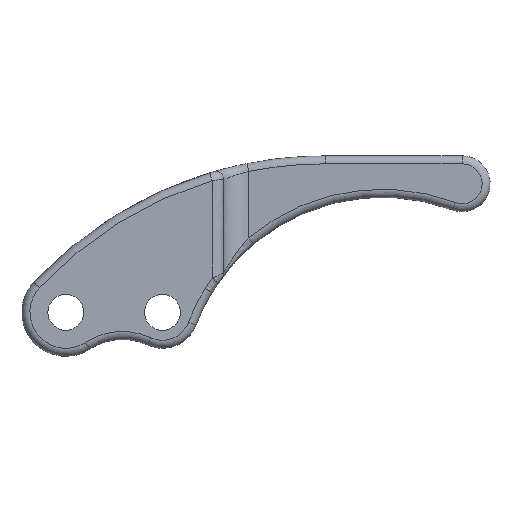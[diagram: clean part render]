
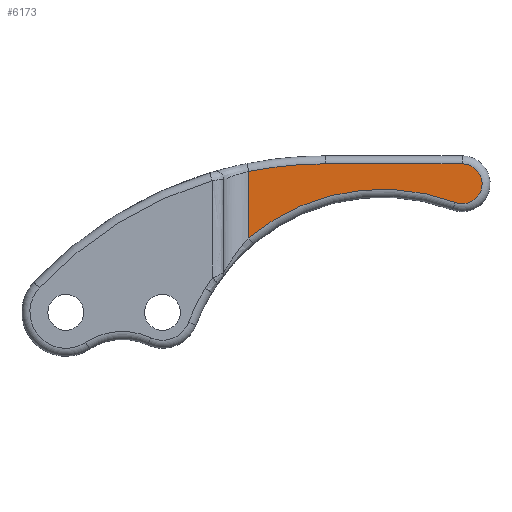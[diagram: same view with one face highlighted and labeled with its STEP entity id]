
A CAD part, left-side view. The second image highlights one B-rep face of the part: STEP entity #6173.
In plain terms, the highlighted planar face has unit normal (-1, 0, 0).
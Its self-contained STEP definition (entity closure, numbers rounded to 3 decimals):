
#747 = TOROIDAL_SURFACE('',#748,98.,2.);
#748 = AXIS2_PLACEMENT_3D('',#749,#750,#751);
#749 = CARTESIAN_POINT('',(-3.,34.3,-93.));
#750 = DIRECTION('',(-1.,0.,0.));
#751 = DIRECTION('',(0.,0.192,0.981));
#2935 = CYLINDRICAL_SURFACE('',#2936,2.);
#2936 = AXIS2_PLACEMENT_3D('',#2937,#2938,#2939);
#2937 = CARTESIAN_POINT('',(-3.,34.3,5.));
#2938 = DIRECTION('',(0.,-1.,0.));
#2939 = DIRECTION('',(0.,0.,1.));
#3083 = VERTEX_POINT('',#3084);
#3084 = CARTESIAN_POINT('',(-5.,53.5,3.101));
#3114 = VERTEX_POINT('',#3115);
#3115 = CARTESIAN_POINT('',(-5.,34.3,5.));
#3137 = EDGE_CURVE('',#3083,#3114,#3138,.T.);
#3138 = SURFACE_CURVE('',#3139,(#3144,#3151),.PCURVE_S1.);
#3139 = CIRCLE('',#3140,98.);
#3140 = AXIS2_PLACEMENT_3D('',#3141,#3142,#3143);
#3141 = CARTESIAN_POINT('',(-5.,34.3,-93.));
#3142 = DIRECTION('',(1.,0.,0.));
#3143 = DIRECTION('',(0.,0.192,0.981));
#3144 = PCURVE('',#747,#3145);
#3145 = DEFINITIONAL_REPRESENTATION('',(#3146),#3150);
#3146 = LINE('',#3147,#3148);
#3147 = CARTESIAN_POINT('',(0.,1.571));
#3148 = VECTOR('',#3149,1.);
#3149 = DIRECTION('',(-1.,0.));
#3150 = ( GEOMETRIC_REPRESENTATION_CONTEXT(2) 
PARAMETRIC_REPRESENTATION_CONTEXT() REPRESENTATION_CONTEXT('2D SPACE',''
  ) );
#3151 = PCURVE('',#3152,#3157);
#3152 = PLANE('',#3153);
#3153 = AXIS2_PLACEMENT_3D('',#3154,#3155,#3156);
#3154 = CARTESIAN_POINT('',(-5.,15.,-9.));
#3155 = DIRECTION('',(1.,0.,0.));
#3156 = DIRECTION('',(0.,1.,0.));
#3157 = DEFINITIONAL_REPRESENTATION('',(#3158),#3162);
#3158 = CIRCLE('',#3159,98.);
#3159 = AXIS2_PLACEMENT_2D('',#3160,#3161);
#3160 = CARTESIAN_POINT('',(19.3,-84.));
#3161 = DIRECTION('',(0.192,0.981));
#3162 = ( GEOMETRIC_REPRESENTATION_CONTEXT(2) 
PARAMETRIC_REPRESENTATION_CONTEXT() REPRESENTATION_CONTEXT('2D SPACE',''
  ) );
#3352 = CYLINDRICAL_SURFACE('',#3353,6.5);
#3353 = AXIS2_PLACEMENT_3D('',#3354,#3355,#3356);
#3354 = CARTESIAN_POINT('',(-11.5,53.5,3.641));
#3355 = DIRECTION('',(0.,0.,-1.));
#3356 = DIRECTION('',(1.,0.,0.));
#5911 = EDGE_CURVE('',#3114,#5912,#5914,.T.);
#5912 = VERTEX_POINT('',#5913);
#5913 = CARTESIAN_POINT('',(-5.,0.,5.));
#5914 = SURFACE_CURVE('',#5915,(#5919,#5926),.PCURVE_S1.);
#5915 = LINE('',#5916,#5917);
#5916 = CARTESIAN_POINT('',(-5.,34.3,5.));
#5917 = VECTOR('',#5918,1.);
#5918 = DIRECTION('',(0.,-1.,0.));
#5919 = PCURVE('',#2935,#5920);
#5920 = DEFINITIONAL_REPRESENTATION('',(#5921),#5925);
#5921 = LINE('',#5922,#5923);
#5922 = CARTESIAN_POINT('',(1.571,0.));
#5923 = VECTOR('',#5924,1.);
#5924 = DIRECTION('',(0.,1.));
#5925 = ( GEOMETRIC_REPRESENTATION_CONTEXT(2) 
PARAMETRIC_REPRESENTATION_CONTEXT() REPRESENTATION_CONTEXT('2D SPACE',''
  ) );
#5926 = PCURVE('',#3152,#5927);
#5927 = DEFINITIONAL_REPRESENTATION('',(#5928),#5932);
#5928 = LINE('',#5929,#5930);
#5929 = CARTESIAN_POINT('',(19.3,14.));
#5930 = VECTOR('',#5931,1.);
#5931 = DIRECTION('',(-1.,0.));
#5932 = ( GEOMETRIC_REPRESENTATION_CONTEXT(2) 
PARAMETRIC_REPRESENTATION_CONTEXT() REPRESENTATION_CONTEXT('2D SPACE',''
  ) );
#5949 = TOROIDAL_SURFACE('',#5950,5.,2.);
#5950 = AXIS2_PLACEMENT_3D('',#5951,#5952,#5953);
#5951 = CARTESIAN_POINT('',(-3.,0.,0.)
  );
#5952 = DIRECTION('',(-1.,0.,0.));
#5953 = DIRECTION('',(0.,0.,1.));
#6173 = ADVANCED_FACE('',(#6174),#3152,.F.);
#6174 = FACE_BOUND('',#6175,.T.);
#6175 = EDGE_LOOP('',(#6176,#6199,#6232,#6254,#6255));
#6176 = ORIENTED_EDGE('',*,*,#6177,.T.);
#6177 = EDGE_CURVE('',#3083,#6178,#6180,.T.);
#6178 = VERTEX_POINT('',#6179);
#6179 = CARTESIAN_POINT('',(-5.,53.5,-13.584));
#6180 = SURFACE_CURVE('',#6181,(#6185,#6192),.PCURVE_S1.);
#6181 = LINE('',#6182,#6183);
#6182 = CARTESIAN_POINT('',(-5.,53.5,3.641));
#6183 = VECTOR('',#6184,1.);
#6184 = DIRECTION('',(0.,0.,-1.));
#6185 = PCURVE('',#3152,#6186);
#6186 = DEFINITIONAL_REPRESENTATION('',(#6187),#6191);
#6187 = LINE('',#6188,#6189);
#6188 = CARTESIAN_POINT('',(38.5,12.641));
#6189 = VECTOR('',#6190,1.);
#6190 = DIRECTION('',(0.,-1.));
#6191 = ( GEOMETRIC_REPRESENTATION_CONTEXT(2) 
PARAMETRIC_REPRESENTATION_CONTEXT() REPRESENTATION_CONTEXT('2D SPACE',''
  ) );
#6192 = PCURVE('',#3352,#6193);
#6193 = DEFINITIONAL_REPRESENTATION('',(#6194),#6198);
#6194 = LINE('',#6195,#6196);
#6195 = CARTESIAN_POINT('',(0.,0.));
#6196 = VECTOR('',#6197,1.);
#6197 = DIRECTION('',(0.,1.));
#6198 = ( GEOMETRIC_REPRESENTATION_CONTEXT(2) 
PARAMETRIC_REPRESENTATION_CONTEXT() REPRESENTATION_CONTEXT('2D SPACE',''
  ) );
#6199 = ORIENTED_EDGE('',*,*,#6200,.F.);
#6200 = EDGE_CURVE('',#6201,#6178,#6203,.T.);
#6201 = VERTEX_POINT('',#6202);
#6202 = CARTESIAN_POINT('',(-5.,1.756,-4.682));
#6203 = SURFACE_CURVE('',#6204,(#6209,#6220),.PCURVE_S1.);
#6204 = CIRCLE('',#6205,52.);
#6205 = AXIS2_PLACEMENT_3D('',#6206,#6207,#6208);
#6206 = CARTESIAN_POINT('',(-5.,20.017,-53.37));
#6207 = DIRECTION('',(-1.,0.,0.));
#6208 = DIRECTION('',(0.,-0.351,
    0.936));
#6209 = PCURVE('',#3152,#6210);
#6210 = DEFINITIONAL_REPRESENTATION('',(#6211),#6219);
#6211 = ( BOUNDED_CURVE() B_SPLINE_CURVE(2,(#6212,#6213,#6214,#6215,
#6216,#6217,#6218),.UNSPECIFIED.,.T.,.F.) B_SPLINE_CURVE_WITH_KNOTS((1,2
    ,2,2,2,1),(-2.094,0.,2.094,4.189,
6.283,8.378),.UNSPECIFIED.) CURVE() 
GEOMETRIC_REPRESENTATION_ITEM() RATIONAL_B_SPLINE_CURVE((1.,0.5,1.,0.5,
1.,0.5,1.)) REPRESENTATION_ITEM('') );
#6212 = CARTESIAN_POINT('',(-13.244,4.318));
#6213 = CARTESIAN_POINT('',(71.086,35.947));
#6214 = CARTESIAN_POINT('',(56.312,-52.899));
#6215 = CARTESIAN_POINT('',(41.539,-141.746));
#6216 = CARTESIAN_POINT('',(-28.018,-84.528));
#6217 = CARTESIAN_POINT('',(-97.575,-27.31));
#6218 = CARTESIAN_POINT('',(-13.244,4.318));
#6219 = ( GEOMETRIC_REPRESENTATION_CONTEXT(2) 
PARAMETRIC_REPRESENTATION_CONTEXT() REPRESENTATION_CONTEXT('2D SPACE',''
  ) );
#6220 = PCURVE('',#6221,#6226);
#6221 = TOROIDAL_SURFACE('',#6222,52.,2.);
#6222 = AXIS2_PLACEMENT_3D('',#6223,#6224,#6225);
#6223 = CARTESIAN_POINT('',(-3.,20.017,-53.37));
#6224 = DIRECTION('',(1.,0.,0.));
#6225 = DIRECTION('',(0.,-0.351,
    0.936));
#6226 = DEFINITIONAL_REPRESENTATION('',(#6227),#6231);
#6227 = LINE('',#6228,#6229);
#6228 = CARTESIAN_POINT('',(0.,4.712));
#6229 = VECTOR('',#6230,1.);
#6230 = DIRECTION('',(-1.,0.));
#6231 = ( GEOMETRIC_REPRESENTATION_CONTEXT(2) 
PARAMETRIC_REPRESENTATION_CONTEXT() REPRESENTATION_CONTEXT('2D SPACE',''
  ) );
#6232 = ORIENTED_EDGE('',*,*,#6233,.F.);
#6233 = EDGE_CURVE('',#5912,#6201,#6234,.T.);
#6234 = SURFACE_CURVE('',#6235,(#6240,#6247),.PCURVE_S1.);
#6235 = CIRCLE('',#6236,5.);
#6236 = AXIS2_PLACEMENT_3D('',#6237,#6238,#6239);
#6237 = CARTESIAN_POINT('',(-5.,0.,0.)
  );
#6238 = DIRECTION('',(1.,0.,0.));
#6239 = DIRECTION('',(0.,0.,1.));
#6240 = PCURVE('',#3152,#6241);
#6241 = DEFINITIONAL_REPRESENTATION('',(#6242),#6246);
#6242 = CIRCLE('',#6243,5.);
#6243 = AXIS2_PLACEMENT_2D('',#6244,#6245);
#6244 = CARTESIAN_POINT('',(-15.,9.));
#6245 = DIRECTION('',(0.,1.));
#6246 = ( GEOMETRIC_REPRESENTATION_CONTEXT(2) 
PARAMETRIC_REPRESENTATION_CONTEXT() REPRESENTATION_CONTEXT('2D SPACE',''
  ) );
#6247 = PCURVE('',#5949,#6248);
#6248 = DEFINITIONAL_REPRESENTATION('',(#6249),#6253);
#6249 = LINE('',#6250,#6251);
#6250 = CARTESIAN_POINT('',(0.,1.571));
#6251 = VECTOR('',#6252,1.);
#6252 = DIRECTION('',(-1.,0.));
#6253 = ( GEOMETRIC_REPRESENTATION_CONTEXT(2) 
PARAMETRIC_REPRESENTATION_CONTEXT() REPRESENTATION_CONTEXT('2D SPACE',''
  ) );
#6254 = ORIENTED_EDGE('',*,*,#5911,.F.);
#6255 = ORIENTED_EDGE('',*,*,#3137,.F.);
